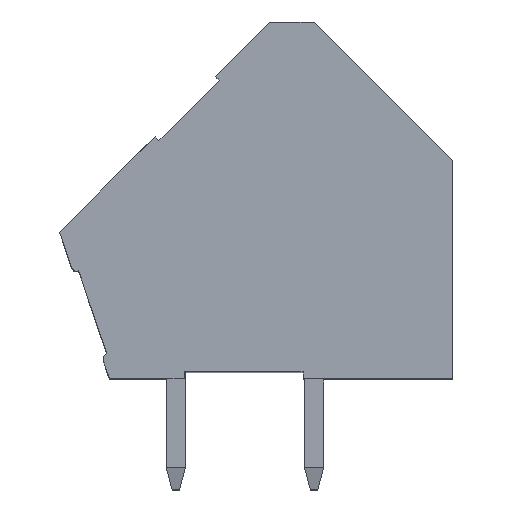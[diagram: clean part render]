
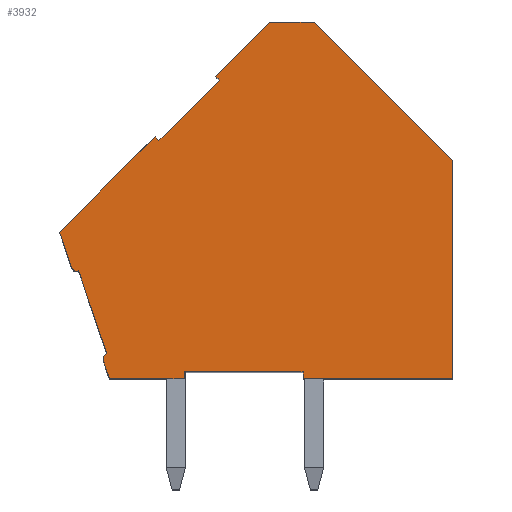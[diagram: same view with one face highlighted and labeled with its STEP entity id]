
A CAD part, top view. The second image highlights one B-rep face of the part: STEP entity #3932.
In plain terms, the highlighted planar face has unit normal (0, 0, 1).
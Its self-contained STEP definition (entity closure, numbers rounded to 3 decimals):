
#37=CIRCLE('',#4056,0.2);
#39=CIRCLE('',#4060,0.2);
#152=FACE_OUTER_BOUND('',#364,.T.);
#364=EDGE_LOOP('',(#3027,#3028,#3029,#3030,#3031,#3032,#3033,#3034,#3035,
#3036,#3037,#3038,#3039,#3040,#3041,#3042,#3043,#3044));
#501=LINE('',#5288,#1046);
#571=LINE('',#5429,#1116);
#588=LINE('',#5467,#1133);
#592=LINE('',#5479,#1137);
#595=LINE('',#5485,#1140);
#784=LINE('',#5861,#1329);
#798=LINE('',#5889,#1343);
#799=LINE('',#5891,#1344);
#800=LINE('',#5893,#1345);
#801=LINE('',#5895,#1346);
#802=LINE('',#5897,#1347);
#803=LINE('',#5899,#1348);
#804=LINE('',#5901,#1349);
#805=LINE('',#5903,#1350);
#806=LINE('',#5904,#1351);
#807=LINE('',#5905,#1352);
#1046=VECTOR('',#4285,4.3);
#1116=VECTOR('',#4357,0.683);
#1133=VECTOR('',#4382,3.168);
#1137=VECTOR('',#4394,1.346);
#1140=VECTOR('',#4399,4.879);
#1329=VECTOR('',#4754,0.25);
#1343=VECTOR('',#4776,0.25);
#1344=VECTOR('',#4777,5.4);
#1345=VECTOR('',#4778,7.9);
#1346=VECTOR('',#4779,7.071);
#1347=VECTOR('',#4780,1.6);
#1348=VECTOR('',#4781,2.769);
#1349=VECTOR('',#4782,0.2);
#1350=VECTOR('',#4783,3.1);
#1351=VECTOR('',#4784,0.2);
#1352=VECTOR('',#4785,2.7);
#1591=VERTEX_POINT('',#5286);
#1592=VERTEX_POINT('',#5287);
#1661=VERTEX_POINT('',#5427);
#1662=VERTEX_POINT('',#5428);
#1677=VERTEX_POINT('',#5460);
#1679=VERTEX_POINT('',#5466);
#1681=VERTEX_POINT('',#5472);
#1683=VERTEX_POINT('',#5478);
#1685=VERTEX_POINT('',#5484);
#1789=VERTEX_POINT('',#5860);
#1799=VERTEX_POINT('',#5888);
#1800=VERTEX_POINT('',#5890);
#1801=VERTEX_POINT('',#5892);
#1802=VERTEX_POINT('',#5894);
#1803=VERTEX_POINT('',#5896);
#1804=VERTEX_POINT('',#5898);
#1805=VERTEX_POINT('',#5900);
#1806=VERTEX_POINT('',#5902);
#1954=EDGE_CURVE('',#1591,#1592,#501,.T.);
#2024=EDGE_CURVE('',#1661,#1662,#571,.T.);
#2040=EDGE_CURVE('',#1661,#1677,#37,.T.);
#2043=EDGE_CURVE('',#1677,#1679,#588,.T.);
#2046=EDGE_CURVE('',#1679,#1681,#39,.T.);
#2049=EDGE_CURVE('',#1681,#1683,#592,.T.);
#2052=EDGE_CURVE('',#1683,#1685,#595,.T.);
#2241=EDGE_CURVE('',#1592,#1789,#784,.T.);
#2255=EDGE_CURVE('',#1799,#1591,#798,.T.);
#2256=EDGE_CURVE('',#1800,#1799,#799,.T.);
#2257=EDGE_CURVE('',#1801,#1800,#800,.T.);
#2258=EDGE_CURVE('',#1802,#1801,#801,.T.);
#2259=EDGE_CURVE('',#1803,#1802,#802,.T.);
#2260=EDGE_CURVE('',#1804,#1803,#803,.T.);
#2261=EDGE_CURVE('',#1805,#1804,#804,.T.);
#2262=EDGE_CURVE('',#1806,#1805,#805,.T.);
#2263=EDGE_CURVE('',#1685,#1806,#806,.T.);
#2264=EDGE_CURVE('',#1789,#1662,#807,.T.);
#3027=ORIENTED_EDGE('',*,*,#2255,.F.);
#3028=ORIENTED_EDGE('',*,*,#2256,.F.);
#3029=ORIENTED_EDGE('',*,*,#2257,.F.);
#3030=ORIENTED_EDGE('',*,*,#2258,.F.);
#3031=ORIENTED_EDGE('',*,*,#2259,.F.);
#3032=ORIENTED_EDGE('',*,*,#2260,.F.);
#3033=ORIENTED_EDGE('',*,*,#2261,.F.);
#3034=ORIENTED_EDGE('',*,*,#2262,.F.);
#3035=ORIENTED_EDGE('',*,*,#2263,.F.);
#3036=ORIENTED_EDGE('',*,*,#2052,.F.);
#3037=ORIENTED_EDGE('',*,*,#2049,.F.);
#3038=ORIENTED_EDGE('',*,*,#2046,.F.);
#3039=ORIENTED_EDGE('',*,*,#2043,.F.);
#3040=ORIENTED_EDGE('',*,*,#2040,.F.);
#3041=ORIENTED_EDGE('',*,*,#2024,.T.);
#3042=ORIENTED_EDGE('',*,*,#2264,.F.);
#3043=ORIENTED_EDGE('',*,*,#2241,.F.);
#3044=ORIENTED_EDGE('',*,*,#1954,.F.);
#3728=PLANE('',#4150);
#3932=ADVANCED_FACE('',(#152),#3728,.T.);
#4056=AXIS2_PLACEMENT_3D('',#5461,#4375,#4376);
#4060=AXIS2_PLACEMENT_3D('',#5473,#4387,#4388);
#4150=AXIS2_PLACEMENT_3D('',#5887,#4774,#4775);
#4285=DIRECTION('',(-1.,0.,0.));
#4357=DIRECTION('',(0.322,-0.947,0.));
#4375=DIRECTION('center_axis',(0.,0.,-1.));
#4376=DIRECTION('ref_axis',(0.322,-0.947,0.));
#4382=DIRECTION('',(-0.322,0.947,0.));
#4387=DIRECTION('center_axis',(0.,0.,-1.));
#4388=DIRECTION('ref_axis',(0.947,0.322,0.));
#4394=DIRECTION('',(-0.322,0.947,0.));
#4399=DIRECTION('',(0.707,0.707,0.));
#4754=DIRECTION('',(0.,-1.,0.));
#4774=DIRECTION('center_axis',(0.,0.,1.));
#4775=DIRECTION('ref_axis',(1.,0.,0.));
#4776=DIRECTION('',(0.,1.,0.));
#4777=DIRECTION('',(-1.,0.,0.));
#4778=DIRECTION('',(0.,-1.,0.));
#4779=DIRECTION('',(0.707,-0.707,0.));
#4780=DIRECTION('',(1.,0.,0.));
#4781=DIRECTION('',(0.707,0.707,0.));
#4782=DIRECTION('',(-0.707,0.707,0.));
#4783=DIRECTION('',(0.707,0.707,0.));
#4784=DIRECTION('',(0.707,-0.707,0.));
#4785=DIRECTION('',(-1.,0.,0.));
#5286=CARTESIAN_POINT('',(-5.4,0.25,12.5));
#5287=CARTESIAN_POINT('',(-9.7,0.25,12.5));
#5288=CARTESIAN_POINT('',(-9.108,0.25,12.5));
#5427=CARTESIAN_POINT('',(-12.62,0.646,12.5));
#5428=CARTESIAN_POINT('',(-12.4,0.,12.5));
#5429=CARTESIAN_POINT('',(-11.869,-1.565,12.5));
#5460=CARTESIAN_POINT('',(-12.494,0.9,12.5));
#5461=CARTESIAN_POINT('Origin',(-12.43,0.711,12.5));
#5466=CARTESIAN_POINT('',(-13.513,3.9,12.5));
#5467=CARTESIAN_POINT('',(-13.266,3.171,12.5));
#5472=CARTESIAN_POINT('',(-13.767,4.025,12.5));
#5473=CARTESIAN_POINT('Origin',(-13.578,4.089,12.5));
#5478=CARTESIAN_POINT('',(-14.2,5.3,12.5));
#5479=CARTESIAN_POINT('',(-13.704,3.839,12.5));
#5484=CARTESIAN_POINT('',(-10.75,8.75,12.5));
#5485=CARTESIAN_POINT('',(-10.984,8.516,12.5));
#5860=CARTESIAN_POINT('',(-9.7,0.,12.5));
#5861=CARTESIAN_POINT('',(-9.7,0.5,12.5));
#5887=CARTESIAN_POINT('Origin',(0.,0.,12.5));
#5888=CARTESIAN_POINT('',(-5.4,0.,12.5));
#5889=CARTESIAN_POINT('',(-5.4,0.,12.5));
#5890=CARTESIAN_POINT('',(0.,0.,12.5));
#5891=CARTESIAN_POINT('',(0.,0.,12.5));
#5892=CARTESIAN_POINT('',(0.,7.9,12.5));
#5893=CARTESIAN_POINT('',(0.,1.041,12.5));
#5894=CARTESIAN_POINT('',(-5.,12.9,12.5));
#5895=CARTESIAN_POINT('',(-0.948,8.848,12.5));
#5896=CARTESIAN_POINT('',(-6.6,12.9,12.5));
#5897=CARTESIAN_POINT('',(-6.158,12.9,12.5));
#5898=CARTESIAN_POINT('',(-8.558,10.942,12.5));
#5899=CARTESIAN_POINT('',(-8.909,10.591,12.5));
#5900=CARTESIAN_POINT('',(-8.416,10.801,12.5));
#5901=CARTESIAN_POINT('',(-6.606,8.991,12.5));
#5902=CARTESIAN_POINT('',(-10.608,8.609,12.5));
#5903=CARTESIAN_POINT('',(-9.747,9.47,12.5));
#5904=CARTESIAN_POINT('',(-8.727,6.728,12.5));
#5905=CARTESIAN_POINT('',(-9.7,0.,12.5));
